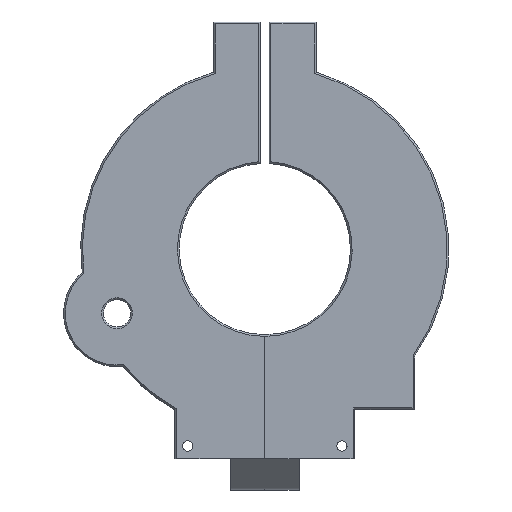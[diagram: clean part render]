
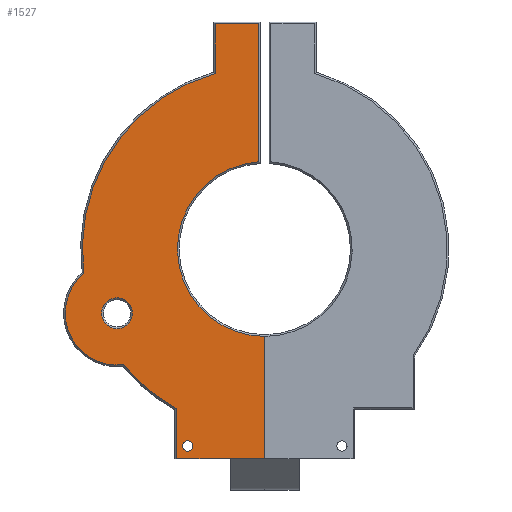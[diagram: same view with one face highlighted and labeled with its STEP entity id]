
A CAD part, front view. The second image highlights one B-rep face of the part: STEP entity #1527.
In plain terms, the highlighted planar face has unit normal (0, -1, 0).
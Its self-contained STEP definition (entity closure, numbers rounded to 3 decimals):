
#40=FACE_BOUND('',#263,.T.);
#41=FACE_BOUND('',#264,.T.);
#59=CIRCLE('',#1597,1.2);
#74=CIRCLE('',#1645,42.6);
#75=CIRCLE('',#1647,12.1);
#76=CIRCLE('',#1649,42.6);
#78=CIRCLE('',#1653,20.4);
#79=CIRCLE('',#1654,3.6);
#168=FACE_OUTER_BOUND('',#262,.T.);
#262=EDGE_LOOP('',(#1198,#1199,#1200,#1201,#1202,#1203,#1204,#1205,#1206,
#1207,#1208));
#263=EDGE_LOOP('',(#1209));
#264=EDGE_LOOP('',(#1210));
#345=LINE('',#2226,#505);
#402=LINE('',#2365,#562);
#403=LINE('',#2368,#563);
#404=LINE('',#2376,#564);
#406=LINE('',#2384,#566);
#408=LINE('',#2388,#568);
#410=LINE('',#2415,#570);
#505=VECTOR('',#1789,10.);
#562=VECTOR('',#1920,10.);
#563=VECTOR('',#1923,10.);
#564=VECTOR('',#1926,10.);
#566=VECTOR('',#1930,10.);
#568=VECTOR('',#1934,10.);
#570=VECTOR('',#1954,10.);
#656=VERTEX_POINT('',#2204);
#663=VERTEX_POINT('',#2223);
#664=VERTEX_POINT('',#2225);
#709=VERTEX_POINT('',#2363);
#710=VERTEX_POINT('',#2367);
#711=VERTEX_POINT('',#2374);
#712=VERTEX_POINT('',#2375);
#713=VERTEX_POINT('',#2383);
#714=VERTEX_POINT('',#2387);
#715=VERTEX_POINT('',#2394);
#716=VERTEX_POINT('',#2401);
#718=VERTEX_POINT('',#2414);
#719=VERTEX_POINT('',#2417);
#802=EDGE_CURVE('',#656,#656,#59,.T.);
#811=EDGE_CURVE('',#664,#663,#345,.T.);
#880=EDGE_CURVE('',#709,#664,#402,.T.);
#881=EDGE_CURVE('',#709,#710,#403,.T.);
#883=EDGE_CURVE('',#711,#712,#404,.T.);
#886=EDGE_CURVE('',#713,#711,#406,.T.);
#888=EDGE_CURVE('',#714,#713,#408,.T.);
#890=EDGE_CURVE('',#715,#714,#74,.T.);
#892=EDGE_CURVE('',#716,#715,#75,.T.);
#894=EDGE_CURVE('',#710,#716,#76,.T.);
#897=EDGE_CURVE('',#718,#663,#410,.T.);
#898=EDGE_CURVE('',#712,#718,#78,.T.);
#899=EDGE_CURVE('',#719,#719,#79,.T.);
#1198=ORIENTED_EDGE('',*,*,#897,.F.);
#1199=ORIENTED_EDGE('',*,*,#898,.F.);
#1200=ORIENTED_EDGE('',*,*,#883,.F.);
#1201=ORIENTED_EDGE('',*,*,#886,.F.);
#1202=ORIENTED_EDGE('',*,*,#888,.F.);
#1203=ORIENTED_EDGE('',*,*,#890,.F.);
#1204=ORIENTED_EDGE('',*,*,#892,.F.);
#1205=ORIENTED_EDGE('',*,*,#894,.F.);
#1206=ORIENTED_EDGE('',*,*,#881,.F.);
#1207=ORIENTED_EDGE('',*,*,#880,.T.);
#1208=ORIENTED_EDGE('',*,*,#811,.T.);
#1209=ORIENTED_EDGE('',*,*,#802,.F.);
#1210=ORIENTED_EDGE('',*,*,#899,.F.);
#1456=PLANE('',#1652);
#1527=ADVANCED_FACE('',(#168,#40,#41),#1456,.F.);
#1597=AXIS2_PLACEMENT_3D('',#2206,#1771,#1772);
#1645=AXIS2_PLACEMENT_3D('',#2395,#1937,#1938);
#1647=AXIS2_PLACEMENT_3D('',#2402,#1941,#1942);
#1649=AXIS2_PLACEMENT_3D('',#2408,#1945,#1946);
#1652=AXIS2_PLACEMENT_3D('',#2413,#1952,#1953);
#1653=AXIS2_PLACEMENT_3D('',#2416,#1955,#1956);
#1654=AXIS2_PLACEMENT_3D('',#2418,#1957,#1958);
#1771=DIRECTION('center_axis',(0.,-1.,0.));
#1772=DIRECTION('ref_axis',(1.,0.,0.));
#1789=DIRECTION('',(1.,0.,0.));
#1920=DIRECTION('',(1.,0.,0.));
#1923=DIRECTION('',(0.,0.,1.));
#1926=DIRECTION('',(0.,0.,-1.));
#1930=DIRECTION('',(1.,0.,0.));
#1934=DIRECTION('',(0.,0.,1.));
#1937=DIRECTION('center_axis',(0.,1.,0.));
#1938=DIRECTION('ref_axis',(-1.,0.,0.));
#1941=DIRECTION('center_axis',(0.,1.,0.));
#1942=DIRECTION('ref_axis',(-1.,0.,0.));
#1945=DIRECTION('center_axis',(0.,1.,0.));
#1946=DIRECTION('ref_axis',(-1.,0.,0.));
#1952=DIRECTION('center_axis',(0.,1.,0.));
#1953=DIRECTION('ref_axis',(1.,0.,0.));
#1954=DIRECTION('',(0.,0.,-1.));
#1955=DIRECTION('center_axis',(0.,-1.,0.));
#1956=DIRECTION('ref_axis',(1.,0.,0.));
#1957=DIRECTION('center_axis',(0.,-1.,0.));
#1958=DIRECTION('ref_axis',(1.,0.,0.));
#2204=CARTESIAN_POINT('',(-19.2,0.,-46.));
#2206=CARTESIAN_POINT('Origin',(-18.,0.,-46.));
#2223=CARTESIAN_POINT('',(0.,0.,-49.));
#2225=CARTESIAN_POINT('',(-8.,0.,-49.));
#2226=CARTESIAN_POINT('',(-21.,0.,-49.));
#2363=CARTESIAN_POINT('',(-20.6,0.,-49.));
#2365=CARTESIAN_POINT('',(-21.,0.,-49.));
#2367=CARTESIAN_POINT('',(-20.6,0.,-37.288));
#2368=CARTESIAN_POINT('',(-20.6,0.,-22.));
#2374=CARTESIAN_POINT('',(-1.4,0.,52.6));
#2375=CARTESIAN_POINT('',(-1.4,0.,20.352));
#2376=CARTESIAN_POINT('',(-1.4,0.,29.));
#2383=CARTESIAN_POINT('',(-11.6,0.,52.6));
#2384=CARTESIAN_POINT('',(-7.,0.,52.6));
#2387=CARTESIAN_POINT('',(-11.6,0.,40.99));
#2388=CARTESIAN_POINT('',(-11.6,0.,23.146));
#2394=CARTESIAN_POINT('',(-42.219,0.,-5.682));
#2395=CARTESIAN_POINT('Origin',(0.,0.,0.));
#2401=CARTESIAN_POINT('',(-32.951,0.,-27.));
#2402=CARTESIAN_POINT('Origin',(-34.5,0.,-15.));
#2408=CARTESIAN_POINT('Origin',(0.,0.,0.));
#2413=CARTESIAN_POINT('Origin',(-2.,0.,5.));
#2414=CARTESIAN_POINT('',(0.,0.,-20.4));
#2415=CARTESIAN_POINT('',(0.,0.,1.678));
#2416=CARTESIAN_POINT('Origin',(0.,0.,0.));
#2417=CARTESIAN_POINT('',(-38.1,0.,-15.));
#2418=CARTESIAN_POINT('Origin',(-34.5,0.,-15.));
